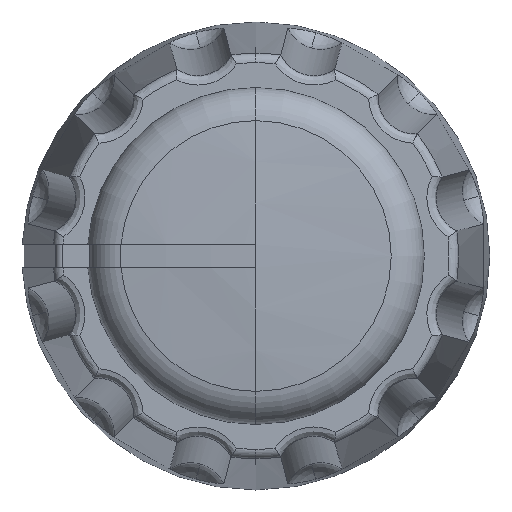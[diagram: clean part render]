
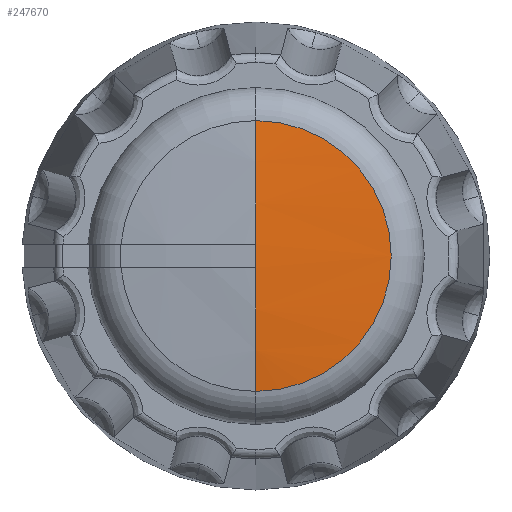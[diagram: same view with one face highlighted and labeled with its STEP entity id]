
A CAD part, left-side view. The second image highlights one B-rep face of the part: STEP entity #247670.
In plain terms, the highlighted spherical face has radius 25 mm.
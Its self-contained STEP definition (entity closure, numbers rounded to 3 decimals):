
#86470=CARTESIAN_POINT('',(-0.999,-0.25,
0.));
#86480=VERTEX_POINT('',#86470);
#87880=CARTESIAN_POINT('',(-0.999,0.25,0.)
);
#87890=VERTEX_POINT('',#87880);
#234130=CARTESIAN_POINT('',(24.,0.,
0.));
#234140=DIRECTION('',(0.,0.,-1.));
#234150=DIRECTION('',(0.,-1.,0.));
#234160=AXIS2_PLACEMENT_3D('',#234130,#234140,#234150);
#234170=CIRCLE('',#234160,25.);
#234180=CARTESIAN_POINT('',(-1.,0.,
0.));
#234190=VERTEX_POINT('',#234180);
#234200=EDGE_CURVE('',#234190,#87890,#234170,.T.);
#234300=EDGE_CURVE('',#86480,#234190,#234170,.T.);
#234420=CARTESIAN_POINT('',(-0.832,2.893,
0.));
#234430=VERTEX_POINT('',#234420);
#234540=CARTESIAN_POINT('',(-0.832,0.,
0.));
#234550=DIRECTION('',(1.,0.,0.));
#234560=DIRECTION('',(0.,-1.,0.));
#234570=AXIS2_PLACEMENT_3D('',#234540,#234550,#234560);
#234580=CIRCLE('',#234570,2.893);
#234810=CARTESIAN_POINT('',(24.,0.,
0.));
#234820=DIRECTION('',(-1.,0.,0.));
#234830=DIRECTION('',(0.,1.,0.));
#234840=AXIS2_PLACEMENT_3D('',#234810,#234820,#234830);
#234850=SPHERICAL_SURFACE('',#234840,25.);
#234870=EDGE_CURVE('',#87890,#234430,#234170,.T.);
#247560=ORIENTED_EDGE('',*,*,#234200,.T.);
#247570=ORIENTED_EDGE('',*,*,#234300,.T.);
#247580=CARTESIAN_POINT('',(-0.832,-2.893,
0.));
#247590=VERTEX_POINT('',#247580);
#247600=EDGE_CURVE('',#247590,#86480,#234170,.T.);
#247610=ORIENTED_EDGE('',*,*,#247600,.T.);
#247620=EDGE_CURVE('',#247590,#234430,#234580,.T.);
#247630=ORIENTED_EDGE('',*,*,#247620,.F.);
#247640=ORIENTED_EDGE('',*,*,#234870,.T.);
#247650=EDGE_LOOP('',(#247640,#247630,#247610,#247570,#247560));
#247660=FACE_OUTER_BOUND('',#247650,.T.);
#247670=ADVANCED_FACE('',(#247660),#234850,.T.);
